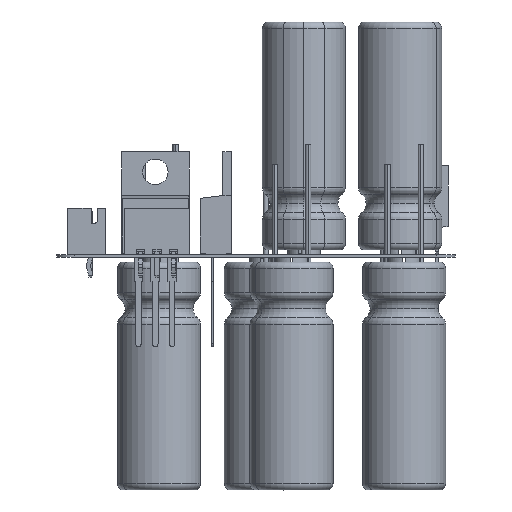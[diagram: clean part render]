
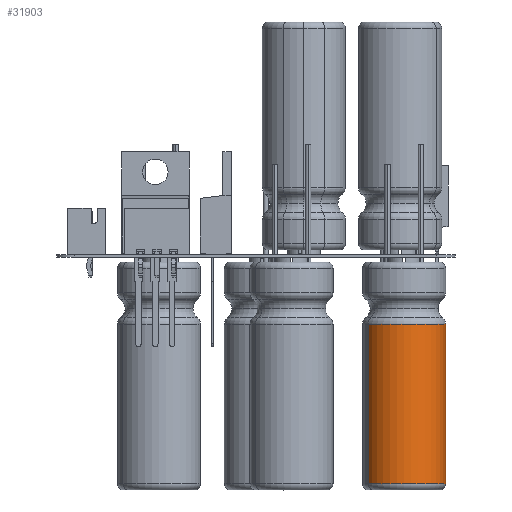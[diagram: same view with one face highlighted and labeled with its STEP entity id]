
A CAD part, front view. The second image highlights one B-rep face of the part: STEP entity #31903.
In plain terms, the highlighted cylindrical face has radius 6.25 mm (diameter 12.5 mm), a partial arc.
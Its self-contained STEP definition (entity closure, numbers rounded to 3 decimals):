
#31874 = VERTEX_POINT('',#31875);
#31875 = CARTESIAN_POINT('',(46.744,3.987,
    -10.51));
#31882 = EDGE_CURVE('',#31874,#31883,#31885,.T.);
#31883 = VERTEX_POINT('',#31884);
#31884 = CARTESIAN_POINT('',(46.744,10.237,
    -10.51));
#31885 = CIRCLE('',#31886,6.25);
#31886 = AXIS2_PLACEMENT_3D('',#31887,#31888,#31889);
#31887 = CARTESIAN_POINT('',(52.157,7.112,
    -10.51));
#31888 = DIRECTION('',(0.,0.,1.));
#31889 = DIRECTION('',(-1.,0.,0.));
#31903 = ADVANCED_FACE('',(#31904),#31930,.T.);
#31904 = FACE_BOUND('',#31905,.T.);
#31905 = EDGE_LOOP('',(#31906,#31907,#31915,#31924));
#31906 = ORIENTED_EDGE('',*,*,#31882,.F.);
#31907 = ORIENTED_EDGE('',*,*,#31908,.T.);
#31908 = EDGE_CURVE('',#31874,#31909,#31911,.T.);
#31909 = VERTEX_POINT('',#31910);
#31910 = CARTESIAN_POINT('',(46.744,3.987,
    -34.478));
#31911 = LINE('',#31912,#31913);
#31912 = CARTESIAN_POINT('',(46.744,3.987,
    16.589));
#31913 = VECTOR('',#31914,1.);
#31914 = DIRECTION('',(0.,0.,-1.));
#31915 = ORIENTED_EDGE('',*,*,#31916,.T.);
#31916 = EDGE_CURVE('',#31909,#31917,#31919,.T.);
#31917 = VERTEX_POINT('',#31918);
#31918 = CARTESIAN_POINT('',(46.744,10.237,
    -34.478));
#31919 = CIRCLE('',#31920,6.25);
#31920 = AXIS2_PLACEMENT_3D('',#31921,#31922,#31923);
#31921 = CARTESIAN_POINT('',(52.157,7.112,
    -34.478));
#31922 = DIRECTION('',(0.,0.,1.));
#31923 = DIRECTION('',(-1.,0.,0.));
#31924 = ORIENTED_EDGE('',*,*,#31925,.F.);
#31925 = EDGE_CURVE('',#31883,#31917,#31926,.T.);
#31926 = LINE('',#31927,#31928);
#31927 = CARTESIAN_POINT('',(46.744,10.237,
    16.589));
#31928 = VECTOR('',#31929,1.);
#31929 = DIRECTION('',(0.,0.,-1.));
#31930 = CYLINDRICAL_SURFACE('',#31931,6.25);
#31931 = AXIS2_PLACEMENT_3D('',#31932,#31933,#31934);
#31932 = CARTESIAN_POINT('',(52.157,7.112,
    -0.411));
#31933 = DIRECTION('',(0.,0.,1.));
#31934 = DIRECTION('',(-1.,0.,0.));
